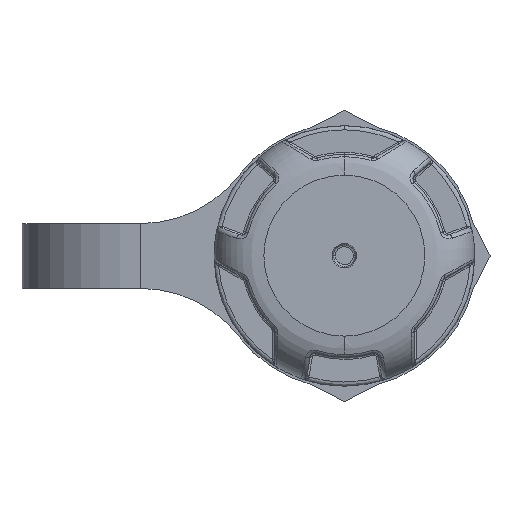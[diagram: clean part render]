
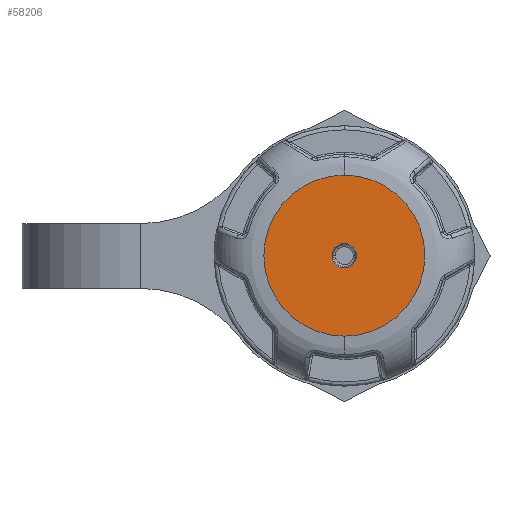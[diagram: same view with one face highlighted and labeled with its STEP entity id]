
A CAD part, top view. The second image highlights one B-rep face of the part: STEP entity #58206.
In plain terms, the highlighted planar face has unit normal (0, 0, 1).
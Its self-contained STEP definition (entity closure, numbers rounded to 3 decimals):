
#2639 = VERTEX_POINT ( 'NONE', #5344 ) ;
#5344 = CARTESIAN_POINT ( 'NONE',  ( 0., -9.7, 32.991 ) ) ;
#5888 = CIRCLE ( 'NONE', #8853, 1.474 ) ;
#6937 = VERTEX_POINT ( 'NONE', #39224 ) ;
#8853 = AXIS2_PLACEMENT_3D ( 'NONE', #84000, #69456, #11693 ) ;
#11417 = FACE_OUTER_BOUND ( 'NONE', #41202, .T. ) ;
#11693 = DIRECTION ( 'NONE',  ( 1., 0., 0. ) ) ;
#14404 = VERTEX_POINT ( 'NONE', #82988 ) ;
#15074 = CARTESIAN_POINT ( 'NONE',  ( 0., 0., 32.991 ) ) ;
#15990 = EDGE_CURVE ( 'NONE', #14404, #6937, #79994, .T. ) ;
#24651 = ORIENTED_EDGE ( 'NONE', *, *, #75577, .T. ) ;
#24820 = DIRECTION ( 'NONE',  ( 1., 0., 0. ) ) ;
#34813 = ORIENTED_EDGE ( 'NONE', *, *, #80592, .F. ) ;
#34871 = ORIENTED_EDGE ( 'NONE', *, *, #15990, .T. ) ;
#36925 = DIRECTION ( 'NONE',  ( 0., 0., 1. ) ) ;
#39224 = CARTESIAN_POINT ( 'NONE',  ( 1.474, 0., 32.991 ) ) ;
#39538 = CARTESIAN_POINT ( 'NONE',  ( 0., 0., 32.991 ) ) ;
#41202 = EDGE_LOOP ( 'NONE', ( #85396, #34813 ) ) ;
#43533 = CARTESIAN_POINT ( 'NONE',  ( 0., 9.7, 32.991 ) ) ;
#45002 = VERTEX_POINT ( 'NONE', #43533 ) ;
#45148 = DIRECTION ( 'NONE',  ( 1., 0., 0. ) ) ;
#49645 = FACE_BOUND ( 'NONE', #83382, .T. ) ;
#50479 = CARTESIAN_POINT ( 'NONE',  ( 0., 0., 32.991 ) ) ;
#55885 = EDGE_CURVE ( 'NONE', #45002, #2639, #66748, .T. ) ;
#57650 = CARTESIAN_POINT ( 'NONE',  ( 0., 0., 32.991 ) ) ;
#58036 = AXIS2_PLACEMENT_3D ( 'NONE', #50479, #36925, #72503 ) ;
#58206 = ADVANCED_FACE ( 'NONE', ( #49645, #11417 ), #64638, .T. ) ;
#62959 = CIRCLE ( 'NONE', #72984, 9.7 ) ;
#63949 = DIRECTION ( 'NONE',  ( 0., -1., 0. ) ) ;
#64638 = PLANE ( 'NONE',  #58036 ) ;
#66207 = DIRECTION ( 'NONE',  ( 0., 0., -1. ) ) ;
#66748 = CIRCLE ( 'NONE', #82604, 9.7 ) ;
#69456 = DIRECTION ( 'NONE',  ( 0., 0., -1. ) ) ;
#72503 = DIRECTION ( 'NONE',  ( 1., 0., 0. ) ) ;
#72984 = AXIS2_PLACEMENT_3D ( 'NONE', #39538, #82978, #24820 ) ;
#75577 = EDGE_CURVE ( 'NONE', #6937, #14404, #5888, .T. ) ;
#78781 = DIRECTION ( 'NONE',  ( 0., 0., -1. ) ) ;
#79994 = CIRCLE ( 'NONE', #90677, 1.474 ) ;
#80592 = EDGE_CURVE ( 'NONE', #2639, #45002, #62959, .T. ) ;
#82604 = AXIS2_PLACEMENT_3D ( 'NONE', #57650, #78781, #63949 ) ;
#82978 = DIRECTION ( 'NONE',  ( 0., 0., -1. ) ) ;
#82988 = CARTESIAN_POINT ( 'NONE',  ( -1.474, 0., 32.991 ) ) ;
#83382 = EDGE_LOOP ( 'NONE', ( #34871, #24651 ) ) ;
#84000 = CARTESIAN_POINT ( 'NONE',  ( 0., 0., 32.991 ) ) ;
#85396 = ORIENTED_EDGE ( 'NONE', *, *, #55885, .F. ) ;
#90677 = AXIS2_PLACEMENT_3D ( 'NONE', #15074, #66207, #45148 ) ;
